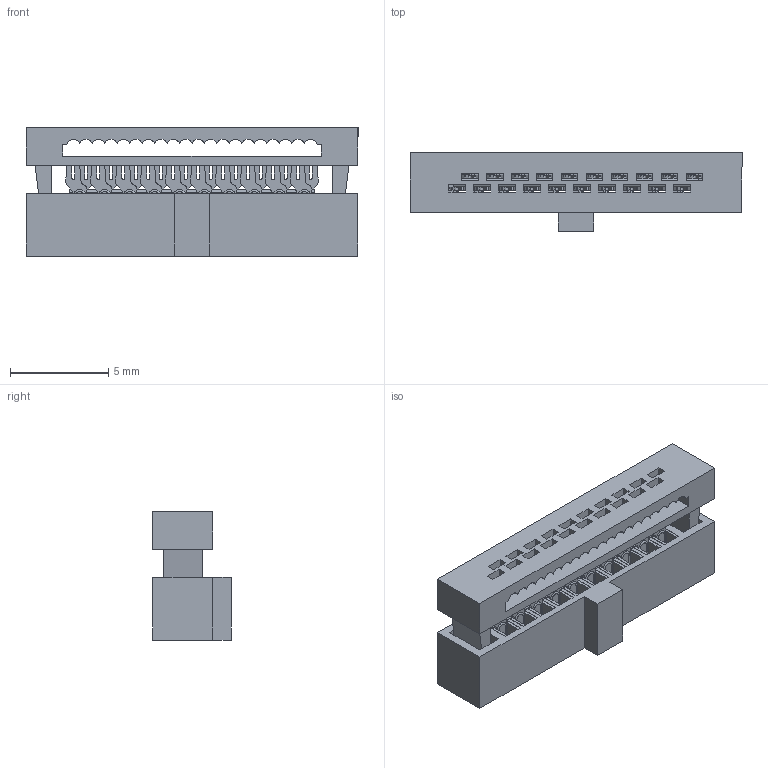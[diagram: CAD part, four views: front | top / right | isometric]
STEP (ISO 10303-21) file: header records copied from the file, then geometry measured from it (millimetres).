
FILE_DESCRIPTION(/* description */ ('Unknown'),/* implementation_level */ '2;1');
FILE_NAME(/* name */ '62702023121',/* time_stamp */ '2020-05-28T10:14:14+02:00',/* author */ ('Unknown'),/* organization */ ('Unknown'),/* preprocessor_version */ 'ST-DEVELOPER v16.7',/* originating_system */ 'DEX',/* authorisation */ $);
FILE_SCHEMA (('AUTOMOTIVE_DESIGN {1 0 10303 214 3 1 1}'));
Length unit declared in the file: millimetre
Products named in the file (4): 6270xx23121_Open; 62702023121; 6270xx23121_Pin; 62702023121_Cable clamp
Assembly tree (22 placements, depth 2):
  6270xx23121_Open
    62702023121
    6270xx23121_Pin  x20
    62702023121_Cable clamp
Bounding box: 16.89 x 4 x 6.53 mm (x, y, z)
Volume: 187.9 mm3; surface area: 1113.1 mm2
Topology: 22 solids, 22 shells, 3065 faces, 8387 edges, 5390 vertices
Faces by surface type: plane 1915, cylinder 950, bspline 120, torus 80
Entity records: 21492 total; most frequent: CARTESIAN_POINT 3873, ORIENTED_EDGE 3740, DIRECTION 3468, EDGE_CURVE 1870, LINE 1586, VECTOR 1586, VERTEX_POINT 1210, AXIS2_PLACEMENT_3D 941
